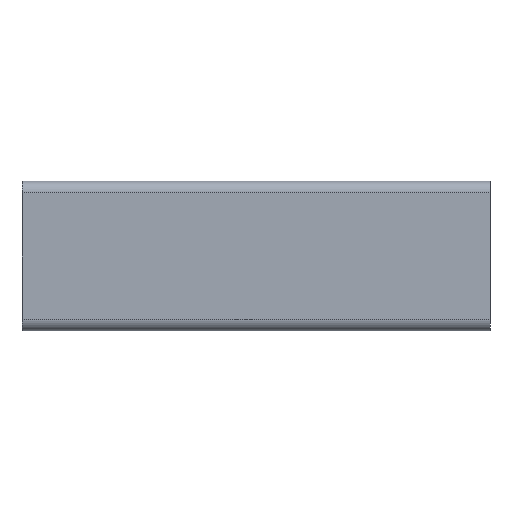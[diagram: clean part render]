
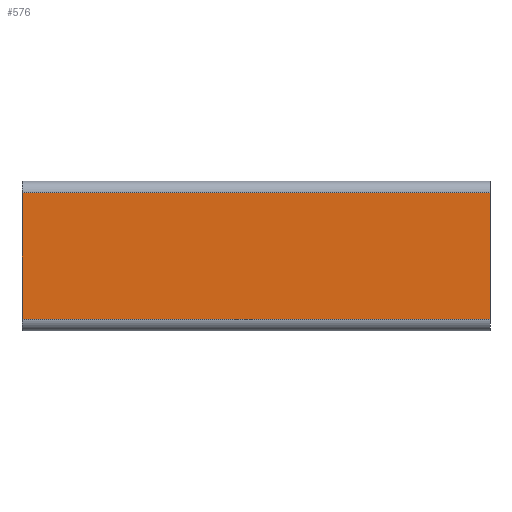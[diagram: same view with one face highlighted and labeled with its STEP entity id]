
A CAD part, front view. The second image highlights one B-rep face of the part: STEP entity #576.
In plain terms, the highlighted planar face has unit normal (0, -1, 0).
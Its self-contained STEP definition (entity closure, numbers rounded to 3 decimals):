
#23 = AXIS2_PLACEMENT_3D ( 'NONE', #1073, #580, #1590 ) ;
#40 = EDGE_CURVE ( 'NONE', #1499, #1515, #866, .T. ) ;
#46 = PLANE ( 'NONE',  #23 ) ;
#66 = VECTOR ( 'NONE', #865, 1000. ) ;
#124 = DIRECTION ( 'NONE',  ( -1., 0., 0. ) ) ;
#293 = VERTEX_POINT ( 'NONE', #1661 ) ;
#336 = LINE ( 'NONE', #988, #929 ) ;
#398 = EDGE_CURVE ( 'NONE', #293, #1494, #905, .T. ) ;
#533 = VECTOR ( 'NONE', #1429, 1000. ) ;
#558 = CARTESIAN_POINT ( 'NONE',  ( -40.816, 45.651, -7. ) ) ;
#576 = ADVANCED_FACE ( 'NONE', ( #1186 ), #46, .F. ) ;
#580 = DIRECTION ( 'NONE',  ( 0., 1., 0. ) ) ;
#630 = DIRECTION ( 'NONE',  ( 0., 0., -1. ) ) ;
#679 = CARTESIAN_POINT ( 'NONE',  ( 59.184, 45.651, 19.998 ) ) ;
#724 = LINE ( 'NONE', #739, #66 ) ;
#725 = EDGE_CURVE ( 'NONE', #1515, #1494, #724, .T. ) ;
#732 = EDGE_LOOP ( 'NONE', ( #1305, #852, #1098, #1455 ) ) ;
#739 = CARTESIAN_POINT ( 'NONE',  ( 59.184, 45.651, -7. ) ) ;
#809 = CARTESIAN_POINT ( 'NONE',  ( 59.184, 45.651, -7. ) ) ;
#852 = ORIENTED_EDGE ( 'NONE', *, *, #725, .F. ) ;
#865 = DIRECTION ( 'NONE',  ( -1., 0., 0. ) ) ;
#866 = LINE ( 'NONE', #869, #1045 ) ;
#869 = CARTESIAN_POINT ( 'NONE',  ( 59.184, 45.651, 19.998 ) ) ;
#905 = LINE ( 'NONE', #1053, #533 ) ;
#929 = VECTOR ( 'NONE', #124, 1000. ) ;
#988 = CARTESIAN_POINT ( 'NONE',  ( 59.184, 45.651, 19.998 ) ) ;
#1045 = VECTOR ( 'NONE', #630, 1000. ) ;
#1053 = CARTESIAN_POINT ( 'NONE',  ( -40.816, 45.651, 19.998 ) ) ;
#1073 = CARTESIAN_POINT ( 'NONE',  ( 59.184, 45.651, 19.998 ) ) ;
#1098 = ORIENTED_EDGE ( 'NONE', *, *, #40, .F. ) ;
#1140 = EDGE_CURVE ( 'NONE', #1499, #293, #336, .T. ) ;
#1186 = FACE_OUTER_BOUND ( 'NONE', #732, .T. ) ;
#1305 = ORIENTED_EDGE ( 'NONE', *, *, #398, .T. ) ;
#1429 = DIRECTION ( 'NONE',  ( 0., 0., -1. ) ) ;
#1455 = ORIENTED_EDGE ( 'NONE', *, *, #1140, .T. ) ;
#1494 = VERTEX_POINT ( 'NONE', #558 ) ;
#1499 = VERTEX_POINT ( 'NONE', #679 ) ;
#1515 = VERTEX_POINT ( 'NONE', #809 ) ;
#1590 = DIRECTION ( 'NONE',  ( 0., 0., 1. ) ) ;
#1661 = CARTESIAN_POINT ( 'NONE',  ( -40.816, 45.651, 19.998 ) ) ;
